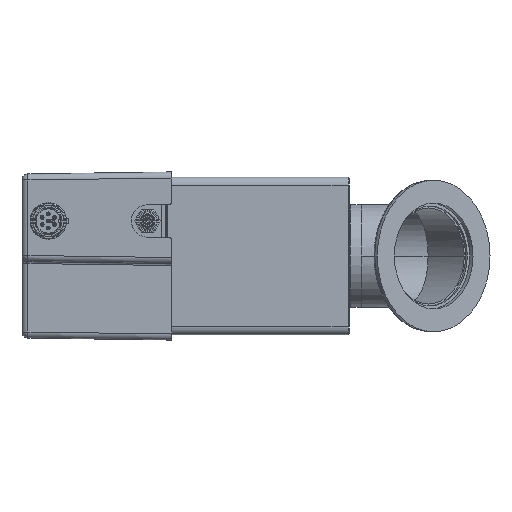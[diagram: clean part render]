
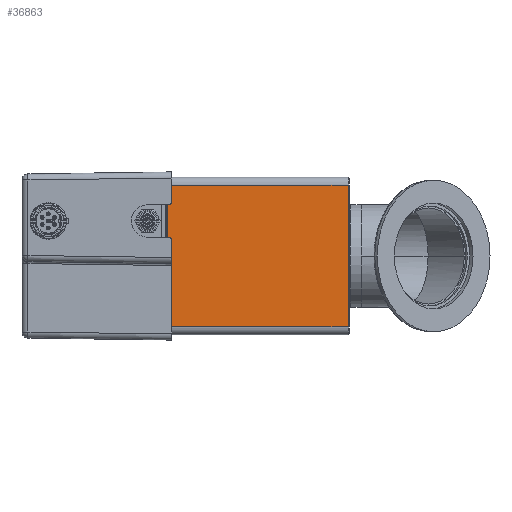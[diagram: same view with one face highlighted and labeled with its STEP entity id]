
A CAD part, left-side view. The second image highlights one B-rep face of the part: STEP entity #36863.
In plain terms, the highlighted planar face has unit normal (-1, 0, 0).
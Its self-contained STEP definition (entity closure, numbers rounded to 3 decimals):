
#2491 = CARTESIAN_POINT ( 'NONE',  ( -39., 0.5, 35. ) ) ;
#3901 = LINE ( 'NONE', #18254, #10296 ) ;
#4073 = ORIENTED_EDGE ( 'NONE', *, *, #12283, .T. ) ;
#5252 = CARTESIAN_POINT ( 'NONE',  ( -39., 89.801, 0. ) ) ;
#7419 = LINE ( 'NONE', #25249, #45144 ) ;
#9109 = DIRECTION ( 'NONE',  ( -1., 0., 0. ) ) ;
#9799 = VECTOR ( 'NONE', #16814, 1000. ) ;
#9870 = LINE ( 'NONE', #5252, #9799 ) ;
#10296 = VECTOR ( 'NONE', #33065, 1000. ) ;
#12283 = EDGE_CURVE ( 'NONE', #18845, #32707, #9870, .T. ) ;
#12301 = CARTESIAN_POINT ( 'NONE',  ( -39., 90.301, 35. ) ) ;
#13372 = EDGE_LOOP ( 'NONE', ( #37508, #18623, #32551, #4073 ) ) ;
#16814 = DIRECTION ( 'NONE',  ( 0., 0., -1. ) ) ;
#17180 = CARTESIAN_POINT ( 'NONE',  ( -39., 0.5, -35. ) ) ;
#17203 = FACE_OUTER_BOUND ( 'NONE', #13372, .T. ) ;
#18254 = CARTESIAN_POINT ( 'NONE',  ( -39., 0.5, 35. ) ) ;
#18623 = ORIENTED_EDGE ( 'NONE', *, *, #35373, .T. ) ;
#18806 = LINE ( 'NONE', #12301, #32363 ) ;
#18845 = VERTEX_POINT ( 'NONE', #43231 ) ;
#19250 = DIRECTION ( 'NONE',  ( 0., -1., 0. ) ) ;
#23738 = EDGE_CURVE ( 'NONE', #32707, #43449, #7419, .T. ) ;
#25249 = CARTESIAN_POINT ( 'NONE',  ( -39., 90.301, -35. ) ) ;
#26709 = PLANE ( 'NONE',  #44920 ) ;
#27742 = CARTESIAN_POINT ( 'NONE',  ( -39., 89.801, -35. ) ) ;
#27791 = DIRECTION ( 'NONE',  ( 0., -1., 0. ) ) ;
#32363 = VECTOR ( 'NONE', #19250, 1000. ) ;
#32464 = DIRECTION ( 'NONE',  ( 0., 0., 1. ) ) ;
#32551 = ORIENTED_EDGE ( 'NONE', *, *, #37030, .F. ) ;
#32707 = VERTEX_POINT ( 'NONE', #27742 ) ;
#33065 = DIRECTION ( 'NONE',  ( 0., 0., 1. ) ) ;
#35373 = EDGE_CURVE ( 'NONE', #43449, #38442, #3901, .T. ) ;
#36863 = ADVANCED_FACE ( 'NONE', ( #17203 ), #26709, .T. ) ;
#37030 = EDGE_CURVE ( 'NONE', #18845, #38442, #18806, .T. ) ;
#37508 = ORIENTED_EDGE ( 'NONE', *, *, #23738, .T. ) ;
#38442 = VERTEX_POINT ( 'NONE', #2491 ) ;
#40840 = CARTESIAN_POINT ( 'NONE',  ( -39., 90.301, 0. ) ) ;
#43231 = CARTESIAN_POINT ( 'NONE',  ( -39., 89.801, 35. ) ) ;
#43449 = VERTEX_POINT ( 'NONE', #17180 ) ;
#44920 = AXIS2_PLACEMENT_3D ( 'NONE', #40840, #9109, #32464 ) ;
#45144 = VECTOR ( 'NONE', #27791, 1000. ) ;
